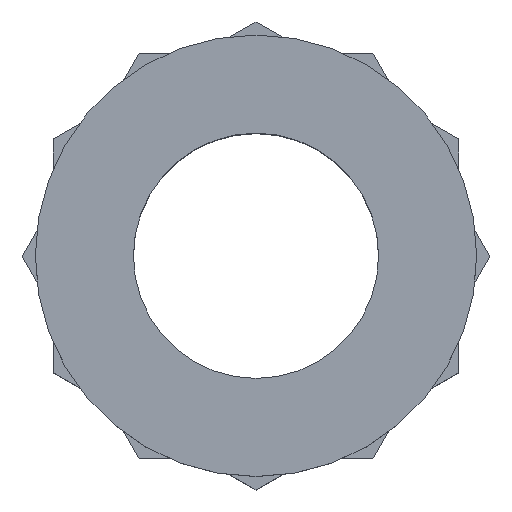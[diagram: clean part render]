
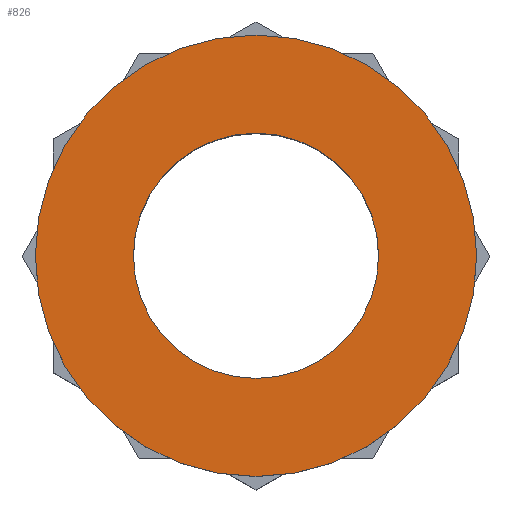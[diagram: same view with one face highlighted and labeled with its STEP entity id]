
A CAD part, top view. The second image highlights one B-rep face of the part: STEP entity #826.
In plain terms, the highlighted planar face has unit normal (0, 0, 1).
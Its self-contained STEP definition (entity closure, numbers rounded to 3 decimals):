
#672=CARTESIAN_POINT('',(5.85,0.0,-2.5));
#673=VERTEX_POINT('',#672);
#682=CARTESIAN_POINT('',(-5.85,0.,-2.5));
#683=VERTEX_POINT('',#682);
#684=CARTESIAN_POINT('',(0.0,0.0,-2.5));
#685=DIRECTION('',(0.0,0.0,-1.0));
#686=DIRECTION('',(1.0,0.0,0.0));
#687=AXIS2_PLACEMENT_3D('',#684,#685,#686);
#688=CIRCLE('',#687,5.85);
#689=EDGE_CURVE('',#673,#683,#688,.T.);
#716=CARTESIAN_POINT('',(3.25,0.0,-2.5));
#717=VERTEX_POINT('',#716);
#733=CARTESIAN_POINT('',(-3.25,0.,-2.5));
#734=VERTEX_POINT('',#733);
#741=CARTESIAN_POINT('',(0.0,0.0,-2.5));
#742=DIRECTION('',(0.0,0.0,-1.0));
#743=DIRECTION('',(1.0,0.0,0.0));
#744=AXIS2_PLACEMENT_3D('',#741,#742,#743);
#745=CIRCLE('',#744,3.25);
#746=EDGE_CURVE('',#717,#734,#745,.T.);
#757=CARTESIAN_POINT('',(0.0,0.0,-2.5));
#758=DIRECTION('',(0.0,0.0,-1.0));
#759=DIRECTION('',(1.0,0.0,0.0));
#760=AXIS2_PLACEMENT_3D('',#757,#758,#759);
#761=CIRCLE('',#760,3.25);
#762=EDGE_CURVE('',#734,#717,#761,.T.);
#789=CARTESIAN_POINT('',(0.0,0.0,-2.5));
#790=DIRECTION('',(0.0,0.0,-1.0));
#791=DIRECTION('',(1.0,0.0,0.0));
#792=AXIS2_PLACEMENT_3D('',#789,#790,#791);
#793=CIRCLE('',#792,5.85);
#794=EDGE_CURVE('',#683,#673,#793,.T.);
#813=CARTESIAN_POINT('',(0.0,0.0,-2.5));
#814=DIRECTION('',(0.0,0.0,1.0));
#815=DIRECTION('',(1.0,0.0,0.0));
#816=AXIS2_PLACEMENT_3D('',#813,#814,#815);
#817=PLANE('',#816);
#818=ORIENTED_EDGE('',*,*,#689,.F.);
#819=ORIENTED_EDGE('',*,*,#794,.F.);
#820=EDGE_LOOP('',(#818,#819));
#821=FACE_OUTER_BOUND('',#820,.T.);
#822=ORIENTED_EDGE('',*,*,#746,.T.);
#823=ORIENTED_EDGE('',*,*,#762,.T.);
#824=EDGE_LOOP('',(#822,#823));
#825=FACE_BOUND('',#824,.T.);
#826=ADVANCED_FACE('',(#821,#825),#817,.T.);
